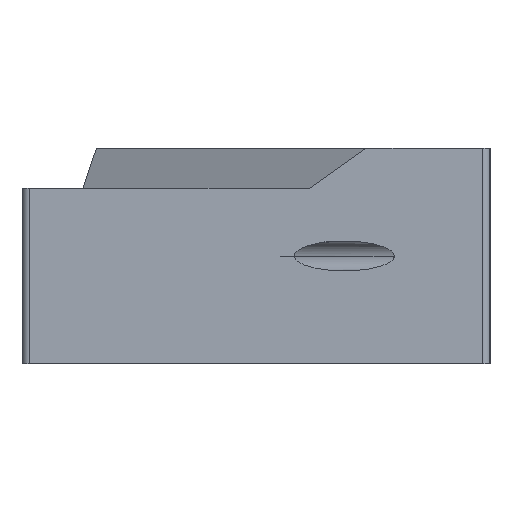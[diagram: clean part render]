
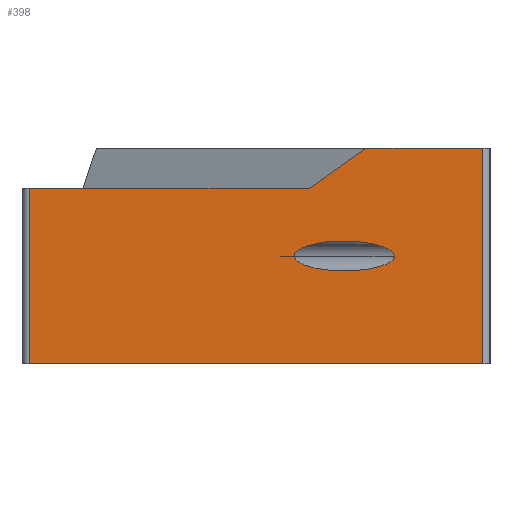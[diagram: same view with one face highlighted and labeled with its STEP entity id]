
A CAD part, left-side view. The second image highlights one B-rep face of the part: STEP entity #398.
In plain terms, the highlighted planar face has unit normal (-1, 0, 0).
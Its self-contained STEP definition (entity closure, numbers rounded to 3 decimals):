
#183 = FACE_OUTER_BOUND ( 'NONE', #1939, .T. ) ;
#256 = AXIS2_PLACEMENT_3D ( 'NONE', #2602, #5442, #3497 ) ;
#267 = CARTESIAN_POINT ( 'NONE',  ( 0., 19.169, -35.5 ) ) ;
#284 = DIRECTION ( 'NONE',  ( 0., 1., 0. ) ) ;
#296 = VERTEX_POINT ( 'NONE', #1988 ) ;
#323 = LINE ( 'NONE', #2188, #1341 ) ;
#398 = ADVANCED_FACE ( 'NONE', ( #4435, #183 ), #671, .F. ) ;
#511 = LINE ( 'NONE', #5739, #6069 ) ;
#559 = VECTOR ( 'NONE', #5238, 1000. ) ;
#671 = PLANE ( 'NONE',  #256 ) ;
#893 = VERTEX_POINT ( 'NONE', #1145 ) ;
#904 = EDGE_CURVE ( 'NONE', #1607, #5598, #323, .T. ) ;
#1071 = CARTESIAN_POINT ( 'NONE',  ( 0., 1.5, -20. ) ) ;
#1113 =( BOUNDED_CURVE ( )  B_SPLINE_CURVE ( 3, ( #5410, #267, #1703, #4517 ),
 .UNSPECIFIED., .F., .T. ) 
 B_SPLINE_CURVE_WITH_KNOTS ( ( 4, 4 ),
 ( 3.142, 6.283 ),
 .UNSPECIFIED. ) 
 CURVE ( )  GEOMETRIC_REPRESENTATION_ITEM ( )  RATIONAL_B_SPLINE_CURVE ( ( 1., 0.333, 0.333, 1. ) ) 
 REPRESENTATION_ITEM ( '' )  );
#1145 = CARTESIAN_POINT ( 'NONE',  ( 0., 19.169, -41.5 ) ) ;
#1174 = EDGE_CURVE ( 'NONE', #296, #2205, #2865, .T. ) ;
#1341 = VECTOR ( 'NONE', #3153, 1000. ) ;
#1536 = CARTESIAN_POINT ( 'NONE',  ( 0., 92.099, -28. ) ) ;
#1607 = VERTEX_POINT ( 'NONE', #1071 ) ;
#1703 = CARTESIAN_POINT ( 'NONE',  ( 0., 39.122, -35.5 ) ) ;
#1727 = EDGE_CURVE ( 'NONE', #3790, #5735, #4401, .T. ) ;
#1896 = EDGE_LOOP ( 'NONE', ( #5753, #2822 ) ) ;
#1939 = EDGE_LOOP ( 'NONE', ( #4907, #5728, #2505, #5712, #2255, #3433 ) ) ;
#1969 = CARTESIAN_POINT ( 'NONE',  ( 0., 0., -20. ) ) ;
#1988 = CARTESIAN_POINT ( 'NONE',  ( 0., 36.142, -28. ) ) ;
#2188 = CARTESIAN_POINT ( 'NONE',  ( 0., 1.5, -63. ) ) ;
#2205 = VERTEX_POINT ( 'NONE', #2596 ) ;
#2255 = ORIENTED_EDGE ( 'NONE', *, *, #5865, .F. ) ;
#2404 = EDGE_CURVE ( 'NONE', #3790, #5598, #511, .T. ) ;
#2505 = ORIENTED_EDGE ( 'NONE', *, *, #2404, .T. ) ;
#2515 = DIRECTION ( 'NONE',  ( 0., 0., 1. ) ) ;
#2579 = EDGE_CURVE ( 'NONE', #296, #5735, #4500, .T. ) ;
#2587 = CARTESIAN_POINT ( 'NONE',  ( 0., 0., -28. ) ) ;
#2596 = CARTESIAN_POINT ( 'NONE',  ( 0., 24.828, -20. ) ) ;
#2602 = CARTESIAN_POINT ( 'NONE',  ( 0., 0., -63. ) ) ;
#2605 = CARTESIAN_POINT ( 'NONE',  ( 0., 39.122, -41.5 ) ) ;
#2732 = CARTESIAN_POINT ( 'NONE',  ( 0., 39.122, -41.5 ) ) ;
#2822 = ORIENTED_EDGE ( 'NONE', *, *, #5249, .F. ) ;
#2865 = LINE ( 'NONE', #3360, #559 ) ;
#3057 = VECTOR ( 'NONE', #3388, 1000. ) ;
#3153 = DIRECTION ( 'NONE',  ( 0., 0., -1. ) ) ;
#3190 = CARTESIAN_POINT ( 'NONE',  ( 0., 19.169, -47.5 ) ) ;
#3360 = CARTESIAN_POINT ( 'NONE',  ( 0., 16.552, -14.148 ) ) ;
#3388 = DIRECTION ( 'NONE',  ( 0., -1., 0. ) ) ;
#3433 = ORIENTED_EDGE ( 'NONE', *, *, #1174, .F. ) ;
#3497 = DIRECTION ( 'NONE',  ( 0., 0., 1. ) ) ;
#3663 = CARTESIAN_POINT ( 'NONE',  ( 0., 92.099, -63. ) ) ;
#3755 = EDGE_CURVE ( 'NONE', #4940, #893, #4736, .T. ) ;
#3771 = DIRECTION ( 'NONE',  ( 0., -1., 0. ) ) ;
#3790 = VERTEX_POINT ( 'NONE', #3663 ) ;
#4401 = LINE ( 'NONE', #5837, #4900 ) ;
#4435 = FACE_BOUND ( 'NONE', #1896, .T. ) ;
#4500 = LINE ( 'NONE', #2587, #4708 ) ;
#4517 = CARTESIAN_POINT ( 'NONE',  ( 0., 39.122, -41.5 ) ) ;
#4559 = CARTESIAN_POINT ( 'NONE',  ( 0., 19.169, -41.5 ) ) ;
#4708 = VECTOR ( 'NONE', #284, 1000. ) ;
#4736 =( BOUNDED_CURVE ( )  B_SPLINE_CURVE ( 3, ( #2605, #5508, #3190, #4559 ),
 .UNSPECIFIED., .F., .T. ) 
 B_SPLINE_CURVE_WITH_KNOTS ( ( 4, 4 ),
 ( 0., 3.142 ),
 .UNSPECIFIED. ) 
 CURVE ( )  GEOMETRIC_REPRESENTATION_ITEM ( )  RATIONAL_B_SPLINE_CURVE ( ( 1., 0.333, 0.333, 1. ) ) 
 REPRESENTATION_ITEM ( '' )  );
#4900 = VECTOR ( 'NONE', #2515, 1000. ) ;
#4907 = ORIENTED_EDGE ( 'NONE', *, *, #2579, .T. ) ;
#4940 = VERTEX_POINT ( 'NONE', #2732 ) ;
#5238 = DIRECTION ( 'NONE',  ( 0., -0.816, 0.577 ) ) ;
#5249 = EDGE_CURVE ( 'NONE', #893, #4940, #1113, .T. ) ;
#5390 = LINE ( 'NONE', #1969, #3057 ) ;
#5410 = CARTESIAN_POINT ( 'NONE',  ( 0., 19.169, -41.5 ) ) ;
#5442 = DIRECTION ( 'NONE',  ( 1., 0., 0. ) ) ;
#5508 = CARTESIAN_POINT ( 'NONE',  ( 0., 39.122, -47.5 ) ) ;
#5551 = CARTESIAN_POINT ( 'NONE',  ( 0., 1.5, -63. ) ) ;
#5598 = VERTEX_POINT ( 'NONE', #5551 ) ;
#5712 = ORIENTED_EDGE ( 'NONE', *, *, #904, .F. ) ;
#5728 = ORIENTED_EDGE ( 'NONE', *, *, #1727, .F. ) ;
#5735 = VERTEX_POINT ( 'NONE', #1536 ) ;
#5739 = CARTESIAN_POINT ( 'NONE',  ( 0., 0., -63. ) ) ;
#5753 = ORIENTED_EDGE ( 'NONE', *, *, #3755, .F. ) ;
#5837 = CARTESIAN_POINT ( 'NONE',  ( 0., 92.099, -63. ) ) ;
#5865 = EDGE_CURVE ( 'NONE', #2205, #1607, #5390, .T. ) ;
#6069 = VECTOR ( 'NONE', #3771, 1000. ) ;
